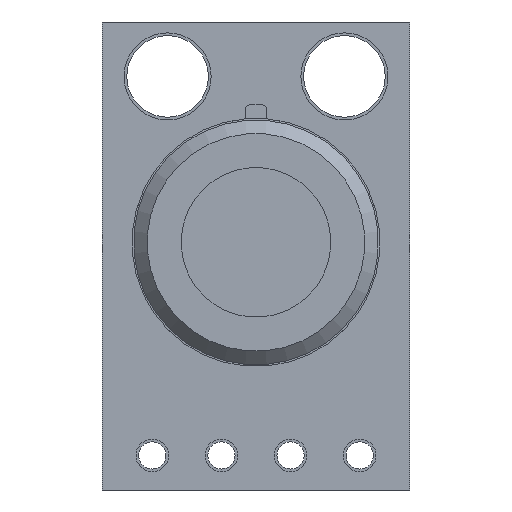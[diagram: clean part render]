
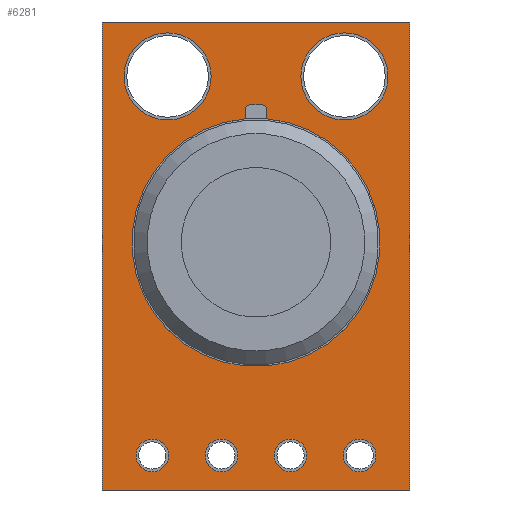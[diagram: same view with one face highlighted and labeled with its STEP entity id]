
A CAD part, front view. The second image highlights one B-rep face of the part: STEP entity #6281.
In plain terms, the highlighted face is planar.
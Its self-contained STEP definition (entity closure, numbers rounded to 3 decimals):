
#493=FACE_BOUND('',#1152,.T.);
#494=FACE_BOUND('',#1153,.T.);
#495=FACE_BOUND('',#1154,.T.);
#496=FACE_BOUND('',#1155,.T.);
#497=FACE_BOUND('',#1156,.T.);
#498=FACE_BOUND('',#1157,.T.);
#541=PLANE('',#6797);
#763=FACE_OUTER_BOUND('',#1151,.T.);
#1151=EDGE_LOOP('',(#4403,#4404,#4405,#4406));
#1152=EDGE_LOOP('',(#4407));
#1153=EDGE_LOOP('',(#4408));
#1154=EDGE_LOOP('',(#4409));
#1155=EDGE_LOOP('',(#4410));
#1156=EDGE_LOOP('',(#4411));
#1157=EDGE_LOOP('',(#4412));
#1587=LINE('',#8550,#2170);
#1588=LINE('',#8552,#2171);
#1589=LINE('',#8554,#2172);
#1590=LINE('',#8555,#2173);
#2170=VECTOR('',#7202,10.);
#2171=VECTOR('',#7203,10.);
#2172=VECTOR('',#7204,10.);
#2173=VECTOR('',#7205,10.);
#2749=CIRCLE('',#6786,0.6);
#2751=CIRCLE('',#6789,0.6);
#2753=CIRCLE('',#6792,0.6);
#2755=CIRCLE('',#6795,0.6);
#2757=CIRCLE('',#6798,1.6);
#2758=CIRCLE('',#6799,1.6);
#2849=VERTEX_POINT('',#8524);
#2851=VERTEX_POINT('',#8530);
#2853=VERTEX_POINT('',#8536);
#2855=VERTEX_POINT('',#8542);
#2857=VERTEX_POINT('',#8548);
#2858=VERTEX_POINT('',#8549);
#2859=VERTEX_POINT('',#8551);
#2860=VERTEX_POINT('',#8553);
#2861=VERTEX_POINT('',#8556);
#2862=VERTEX_POINT('',#8558);
#3464=EDGE_CURVE('',#2849,#2849,#2749,.T.);
#3467=EDGE_CURVE('',#2851,#2851,#2751,.T.);
#3470=EDGE_CURVE('',#2853,#2853,#2753,.T.);
#3473=EDGE_CURVE('',#2855,#2855,#2755,.T.);
#3476=EDGE_CURVE('',#2857,#2858,#1587,.T.);
#3477=EDGE_CURVE('',#2858,#2859,#1588,.T.);
#3478=EDGE_CURVE('',#2859,#2860,#1589,.T.);
#3479=EDGE_CURVE('',#2860,#2857,#1590,.T.);
#3480=EDGE_CURVE('',#2861,#2861,#2757,.T.);
#3481=EDGE_CURVE('',#2862,#2862,#2758,.T.);
#4403=ORIENTED_EDGE('',*,*,#3476,.T.);
#4404=ORIENTED_EDGE('',*,*,#3477,.T.);
#4405=ORIENTED_EDGE('',*,*,#3478,.T.);
#4406=ORIENTED_EDGE('',*,*,#3479,.T.);
#4407=ORIENTED_EDGE('',*,*,#3480,.T.);
#4408=ORIENTED_EDGE('',*,*,#3481,.T.);
#4409=ORIENTED_EDGE('',*,*,#3473,.T.);
#4410=ORIENTED_EDGE('',*,*,#3470,.T.);
#4411=ORIENTED_EDGE('',*,*,#3467,.T.);
#4412=ORIENTED_EDGE('',*,*,#3464,.T.);
#6281=ADVANCED_FACE('',(#763,#493,#494,#495,#496,#497,#498),#541,.T.);
#6786=AXIS2_PLACEMENT_3D('',#8525,#7174,#7175);
#6789=AXIS2_PLACEMENT_3D('',#8531,#7181,#7182);
#6792=AXIS2_PLACEMENT_3D('',#8537,#7188,#7189);
#6795=AXIS2_PLACEMENT_3D('',#8543,#7195,#7196);
#6797=AXIS2_PLACEMENT_3D('',#8547,#7200,#7201);
#6798=AXIS2_PLACEMENT_3D('',#8557,#7206,#7207);
#6799=AXIS2_PLACEMENT_3D('',#8559,#7208,#7209);
#7174=DIRECTION('center_axis',(0.,0.,-1.));
#7175=DIRECTION('ref_axis',(-1.,0.,0.));
#7181=DIRECTION('center_axis',(0.,0.,-1.));
#7182=DIRECTION('ref_axis',(-1.,0.,0.));
#7188=DIRECTION('center_axis',(0.,0.,-1.));
#7189=DIRECTION('ref_axis',(-1.,0.,0.));
#7195=DIRECTION('center_axis',(0.,0.,-1.));
#7196=DIRECTION('ref_axis',(-1.,0.,0.));
#7200=DIRECTION('center_axis',(0.,0.,1.));
#7201=DIRECTION('ref_axis',(1.,0.,0.));
#7202=DIRECTION('',(-1.,0.,0.));
#7203=DIRECTION('',(0.,-1.,0.));
#7204=DIRECTION('',(1.,0.,0.));
#7205=DIRECTION('',(0.,1.,0.));
#7206=DIRECTION('center_axis',(0.,0.,-1.));
#7207=DIRECTION('ref_axis',(-1.,0.,0.));
#7208=DIRECTION('center_axis',(0.,0.,-1.));
#7209=DIRECTION('ref_axis',(-1.,0.,0.));
#8524=CARTESIAN_POINT('',(-0.67,-7.33,1.5));
#8525=CARTESIAN_POINT('Origin',(-1.27,-7.33,1.5));
#8530=CARTESIAN_POINT('',(1.87,-7.33,1.5));
#8531=CARTESIAN_POINT('Origin',(1.27,-7.33,1.5));
#8536=CARTESIAN_POINT('',(-3.21,-7.33,1.5));
#8537=CARTESIAN_POINT('Origin',(-3.81,-7.33,1.5));
#8542=CARTESIAN_POINT('',(4.41,-7.33,1.5));
#8543=CARTESIAN_POINT('Origin',(3.81,-7.33,1.5));
#8547=CARTESIAN_POINT('Origin',(0.,0.,1.5));
#8548=CARTESIAN_POINT('',(5.65,8.6,1.5));
#8549=CARTESIAN_POINT('',(-5.65,8.6,1.5));
#8550=CARTESIAN_POINT('',(-5.65,8.6,1.5));
#8551=CARTESIAN_POINT('',(-5.65,-8.6,1.5));
#8552=CARTESIAN_POINT('',(-5.65,-8.6,1.5));
#8553=CARTESIAN_POINT('',(5.65,-8.6,1.5));
#8554=CARTESIAN_POINT('',(5.65,-8.6,1.5));
#8555=CARTESIAN_POINT('',(5.65,8.6,1.5));
#8556=CARTESIAN_POINT('',(4.85,6.6,1.5));
#8557=CARTESIAN_POINT('Origin',(3.25,6.6,1.5));
#8558=CARTESIAN_POINT('',(-1.65,6.6,1.5));
#8559=CARTESIAN_POINT('Origin',(-3.25,6.6,1.5));
